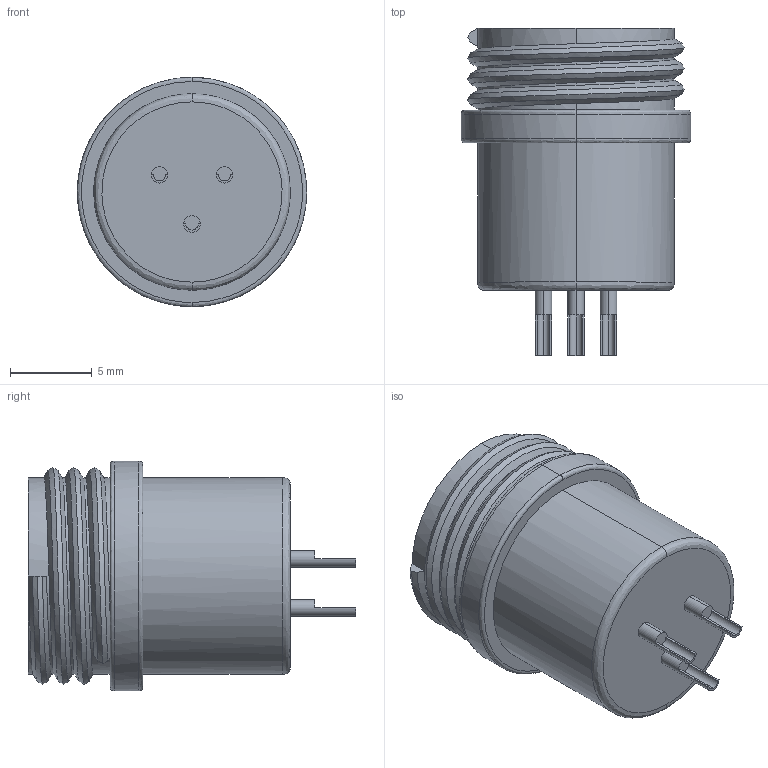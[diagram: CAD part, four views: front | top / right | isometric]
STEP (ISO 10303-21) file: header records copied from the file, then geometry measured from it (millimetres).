
FILE_DESCRIPTION (( 'STEP AP214' ), '1' );
FILE_NAME ('GX12.STEP', '2025-12-02T08:55:11', ( '' ), ( '' ), 'SwSTEP 2.0', 'SolidWorks 2024', '' );
FILE_SCHEMA (( 'AUTOMOTIVE_DESIGN' ));
Length unit declared in the file: millimetre
Products named in the file (1): GX12
Bounding box: 14 x 20 x 14 mm (x, y, z)
Volume: 1491.1 mm3; surface area: 1248.5 mm2
Topology: 1 solids, 1 shells, 75 faces, 180 edges, 116 vertices
Faces by surface type: cylinder 38, plane 25, bspline 10, torus 2
Entity records: 6296 total; most frequent: CARTESIAN_POINT 4617, ORIENTED_EDGE 360, DIRECTION 323, EDGE_CURVE 180, AXIS2_PLACEMENT_3D 127, VERTEX_POINT 116, EDGE_LOOP 84, FACE_OUTER_BOUND 75
